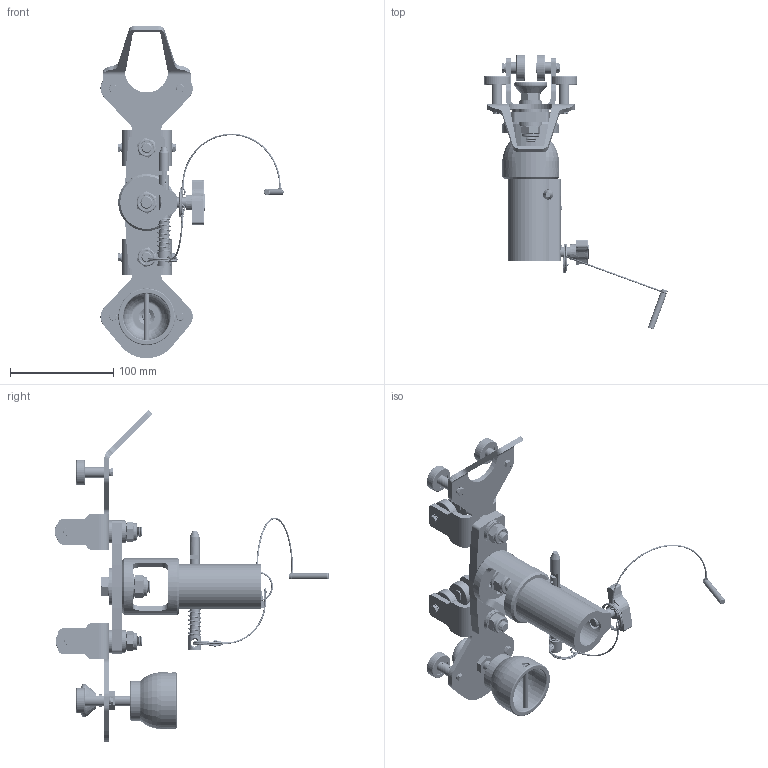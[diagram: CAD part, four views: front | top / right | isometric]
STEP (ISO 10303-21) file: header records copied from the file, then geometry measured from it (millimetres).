
FILE_DESCRIPTION (( 'STEP AP214' ), '1' );
FILE_NAME ('T84217.STEP', '2022-11-04T10:54:00', ( '' ), ( '' ), 'SwSTEP 2.0', 'SolidWorks 2022', '' );
FILE_SCHEMA (( 'AUTOMOTIVE_DESIGN' ));
Length unit declared in the file: millimetre
Products named in the file (43): B Washer_Bright washer BS 4320 - M10 (Form B); Plain Washer Form G_Doughty Fastners_Black washer BS 4320 - M12 (Form G); TH3724; TH1282; TH1332_Punched; B Washer_Bright washer BS 4320 - M12 (Form B); SW3dPS-nyloc nut, st stl a2 iso_M10 NYLOC; S2905; TH3723; F966; Doughty Knob_S0168; S1181-2; Hex Screw GradeC_Doughty Fastners_ISO 4018 - M4 x 16-WS; S3596; TH2038_TH1281; Hex Screw GradeC_Doughty Fastners_BS EN 24018 - M12 x 40-WS; Hex Screw GradeC_Doughty Fastners_BS EN 24018 - M4 x 16-WS; TH3721; TH1283; Hex Screw GradeC_Doughty Fastners_BS EN 24018 - M10 x 40-WS; TH3722; F629; S3361; ST40900 (T84300); TH1306; S1181-4; S2605; S1181-1_TH629-1 M10 Sword Body; Hex Thin Nut GradeB_Doughty Fastners_Hexagon Nut ISO - 4036 - M10 - S; Single Coil Rectangular Section Spring Washer_Doughty Fastners_Rectangular section spring washer BS 4464 - 4 (Type B); TH1313; Hex Screw GradeC_Doughty Fastners_ISO 4018 - M4 x 25-WS; TH1684; TH2559; S2663; SW3dPS-nyloc nut, st stl a2 iso_M12 NYLOC; S1181; S1181-3_TH631-1 32MM LG; A Washer_Bright washer BS 4320 - M4 (Form A); TH1280_Down ...
Assembly tree (84 placements, depth 4):
  T84217
    TH3723
    TH3721
    S2905  x8
    Hex Screw GradeC_Doughty Fastners_BS EN 24018 - M4 x 16-WS  x2
    TH1307  x4
    TH1306  x8
    Hex Screw GradeC_Doughty Fastners_ISO 4018 - M4 x 16-WS  x2
    TH3724
      TH3722
      Hex Thin Nut GradeB_Doughty Fastners_Hexagon Nut ISO - 4036 - M10 - S
    S3361  x6
    Hex Screw GradeC_Doughty Fastners_BS EN 24018 - M10 x 40-WS  x2
    B Washer_Bright washer BS 4320 - M10 (Form B)  x4
    SW3dPS-nyloc nut, st stl a2 iso_M10 NYLOC  x2
    F966  x4
    Hex Screw GradeC_Doughty Fastners_ISO 4018 - M4 x 25-WS  x4
    Single Coil Rectangular Section Spring Washer_Doughty Fastners_Rectangular section spring washer BS 4464 - 4 (Type B)  x4
    T84300
      TH1280_Down
        TH2038_TH1281
        TH1282
        F629
      Doughty Knob_S0168
      S1181
        S1181-1_TH629-1 M10 Sword Body
        S1181-4
        S1181-2
        S1181-3_TH631-1 32MM LG
      S2605
      TH1684
        ST40900 (T84300)
        TH1283
      S2663  x2
    Hex Screw GradeC_Doughty Fastners_BS EN 24018 - M12 x 40-WS
    B Washer_Bright washer BS 4320 - M12 (Form B)
    SW3dPS-nyloc nut, st stl a2 iso_M12 NYLOC
    Plain Washer Form G_Doughty Fastners_Black washer BS 4320 - M12 (Form G)
    A Washer_Bright washer BS 4320 - M4 (Form A)  x4
    TH2559
      TH1313
      TH1332_Punched
    S3596
Bounding box: 177.34 x 265.96 x 321.39 mm (x, y, z)
Volume: 392290.8 mm3; surface area: 180208.9 mm2
Topology: 81 solids, 81 shells, 3300 faces, 8180 edges, 5088 vertices
Faces by surface type: cone 1434, cylinder 1146, plane 576, torus 98, bspline 44, sphere 2
Entity records: 59526 total; most frequent: CARTESIAN_POINT 15681, DIRECTION 9649, ORIENTED_EDGE 8366, EDGE_CURVE 4183, AXIS2_PLACEMENT_3D 3952, VERTEX_POINT 2607, CIRCLE 2214, EDGE_LOOP 1802
